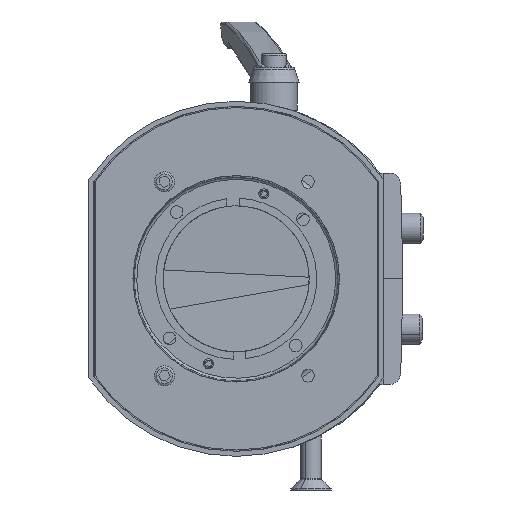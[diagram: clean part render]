
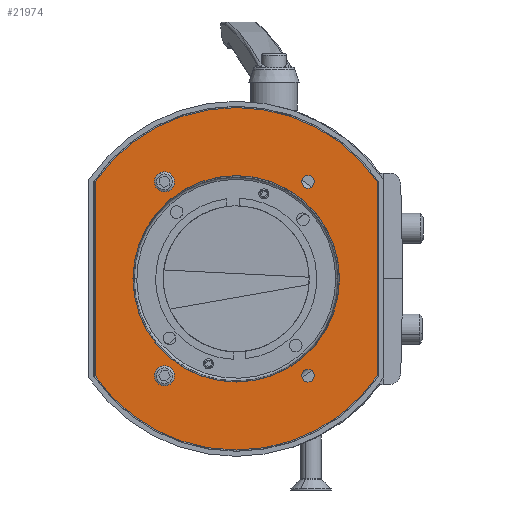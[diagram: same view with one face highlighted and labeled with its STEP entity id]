
A CAD part, front view. The second image highlights one B-rep face of the part: STEP entity #21974.
In plain terms, the highlighted planar face has unit normal (0, -1, 0).
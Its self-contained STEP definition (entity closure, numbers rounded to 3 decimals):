
#8562 = CIRCLE ( 'NONE', #8572, 2.5 ) ;
#8571 = CIRCLE ( 'NONE', #40173, 2.5 ) ;
#8572 = AXIS2_PLACEMENT_3D ( 'NONE', #41729, #41730, #41731 ) ;
#9333 = AXIS2_PLACEMENT_3D ( 'NONE', #48342, #48343, #48344 ) ;
#17135 = LINE ( 'NONE', #41809, #40219 ) ;
#17136 = LINE ( 'NONE', #41823, #40228 ) ;
#17254 = FACE_BOUND ( 'NONE', #23552, .T. ) ;
#17255 = FACE_BOUND ( 'NONE', #23553, .T. ) ;
#17256 = FACE_OUTER_BOUND ( 'NONE', #23554, .T. ) ;
#17257 = FACE_BOUND ( 'NONE', #23555, .T. ) ;
#17258 = FACE_BOUND ( 'NONE', #23557, .T. ) ;
#17259 = FACE_BOUND ( 'NONE', #23558, .T. ) ;
#21829 = EDGE_CURVE ( 'NONE', #23710, #23709, #8562, .T. ) ;
#21833 = EDGE_CURVE ( 'NONE', #23715, #23714, #8571, .T. ) ;
#21837 = EDGE_CURVE ( 'NONE', #23722, #23721, #40175, .T. ) ;
#21841 = EDGE_CURVE ( 'NONE', #23728, #23727, #40179, .T. ) ;
#21845 = EDGE_CURVE ( 'NONE', #23735, #23734, #40185, .T. ) ;
#21849 = EDGE_CURVE ( 'NONE', #23740, #23742, #40198, .T. ) ;
#21860 = EDGE_CURVE ( 'NONE', #23742, #23748, #17135, .T. ) ;
#21861 = EDGE_CURVE ( 'NONE', #23714, #23715, #40211, .T. ) ;
#21862 = EDGE_CURVE ( 'NONE', #23727, #23728, #40214, .T. ) ;
#21863 = EDGE_CURVE ( 'NONE', #23748, #23749, #40216, .T. ) ;
#21864 = EDGE_CURVE ( 'NONE', #23750, #23740, #40224, .T. ) ;
#21865 = EDGE_CURVE ( 'NONE', #23749, #23750, #17136, .T. ) ;
#21866 = EDGE_CURVE ( 'NONE', #23734, #23735, #40227, .T. ) ;
#21867 = EDGE_CURVE ( 'NONE', #23721, #23722, #40221, .T. ) ;
#21868 = EDGE_CURVE ( 'NONE', #23709, #23710, #40218, .T. ) ;
#21974 = ADVANCED_FACE ( 'NONE', ( #17254, #17255, #17256, #17257, #17258, #17259 ), #48341, .F. ) ;
#23205 = ORIENTED_EDGE ( 'NONE', *, *, #21833, .T. ) ;
#23211 = ORIENTED_EDGE ( 'NONE', *, *, #21861, .T. ) ;
#23212 = ORIENTED_EDGE ( 'NONE', *, *, #21862, .T. ) ;
#23213 = ORIENTED_EDGE ( 'NONE', *, *, #21841, .T. ) ;
#23214 = ORIENTED_EDGE ( 'NONE', *, *, #21863, .F. ) ;
#23215 = ORIENTED_EDGE ( 'NONE', *, *, #21849, .F. ) ;
#23216 = ORIENTED_EDGE ( 'NONE', *, *, #21860, .F. ) ;
#23217 = ORIENTED_EDGE ( 'NONE', *, *, #21864, .F. ) ;
#23219 = ORIENTED_EDGE ( 'NONE', *, *, #21865, .F. ) ;
#23220 = ORIENTED_EDGE ( 'NONE', *, *, #21866, .T. ) ;
#23221 = ORIENTED_EDGE ( 'NONE', *, *, #21845, .T. ) ;
#23222 = ORIENTED_EDGE ( 'NONE', *, *, #21867, .T. ) ;
#23223 = ORIENTED_EDGE ( 'NONE', *, *, #21837, .T. ) ;
#23224 = ORIENTED_EDGE ( 'NONE', *, *, #21868, .T. ) ;
#23225 = ORIENTED_EDGE ( 'NONE', *, *, #21829, .T. ) ;
#23552 = EDGE_LOOP ( 'NONE', ( #23205, #23211 ) ) ;
#23553 = EDGE_LOOP ( 'NONE', ( #23213, #23212 ) ) ;
#23554 = EDGE_LOOP ( 'NONE', ( #23214, #23216, #23215, #23217, #23219 ) ) ;
#23555 = EDGE_LOOP ( 'NONE', ( #23221, #23220 ) ) ;
#23557 = EDGE_LOOP ( 'NONE', ( #23223, #23222 ) ) ;
#23558 = EDGE_LOOP ( 'NONE', ( #23225, #23224 ) ) ;
#23709 = VERTEX_POINT ( 'NONE', #50714 ) ;
#23710 = VERTEX_POINT ( 'NONE', #50715 ) ;
#23714 = VERTEX_POINT ( 'NONE', #50725 ) ;
#23715 = VERTEX_POINT ( 'NONE', #50726 ) ;
#23721 = VERTEX_POINT ( 'NONE', #50752 ) ;
#23722 = VERTEX_POINT ( 'NONE', #50753 ) ;
#23727 = VERTEX_POINT ( 'NONE', #50785 ) ;
#23728 = VERTEX_POINT ( 'NONE', #50786 ) ;
#23734 = VERTEX_POINT ( 'NONE', #50817 ) ;
#23735 = VERTEX_POINT ( 'NONE', #50818 ) ;
#23740 = VERTEX_POINT ( 'NONE', #50867 ) ;
#23742 = VERTEX_POINT ( 'NONE', #50887 ) ;
#23748 = VERTEX_POINT ( 'NONE', #50913 ) ;
#23749 = VERTEX_POINT ( 'NONE', #50914 ) ;
#23750 = VERTEX_POINT ( 'NONE', #50915 ) ;
#40173 = AXIS2_PLACEMENT_3D ( 'NONE', #41739, #41740, #41741 ) ;
#40175 = CIRCLE ( 'NONE', #40180, 2.5 ) ;
#40179 = CIRCLE ( 'NONE', #40186, 41. ) ;
#40180 = AXIS2_PLACEMENT_3D ( 'NONE', #41749, #41750, #41751 ) ;
#40185 = CIRCLE ( 'NONE', #40193, 2.5 ) ;
#40186 = AXIS2_PLACEMENT_3D ( 'NONE', #41759, #41760, #41761 ) ;
#40193 = AXIS2_PLACEMENT_3D ( 'NONE', #41769, #41770, #41771 ) ;
#40198 = CIRCLE ( 'NONE', #40199, 68. ) ;
#40199 = AXIS2_PLACEMENT_3D ( 'NONE', #41779, #41780, #41781 ) ;
#40211 = CIRCLE ( 'NONE', #40220, 2.5 ) ;
#40214 = CIRCLE ( 'NONE', #40222, 41. ) ;
#40216 = CIRCLE ( 'NONE', #40223, 68. ) ;
#40218 = CIRCLE ( 'NONE', #40233, 2.5 ) ;
#40219 = VECTOR ( 'NONE', #41810, 1000. ) ;
#40220 = AXIS2_PLACEMENT_3D ( 'NONE', #41811, #41812, #41813 ) ;
#40221 = CIRCLE ( 'NONE', #40231, 2.5 ) ;
#40222 = AXIS2_PLACEMENT_3D ( 'NONE', #41814, #41815, #41816 ) ;
#40223 = AXIS2_PLACEMENT_3D ( 'NONE', #41817, #41818, #41819 ) ;
#40224 = CIRCLE ( 'NONE', #40225, 68. ) ;
#40225 = AXIS2_PLACEMENT_3D ( 'NONE', #41820, #41821, #41822 ) ;
#40227 = CIRCLE ( 'NONE', #40229, 2.5 ) ;
#40228 = VECTOR ( 'NONE', #41824, 1000. ) ;
#40229 = AXIS2_PLACEMENT_3D ( 'NONE', #41825, #41826, #41827 ) ;
#40231 = AXIS2_PLACEMENT_3D ( 'NONE', #41828, #41829, #41830 ) ;
#40233 = AXIS2_PLACEMENT_3D ( 'NONE', #41831, #41832, #41833 ) ;
#41729 = CARTESIAN_POINT ( 'NONE',  ( 28.5, 0., 38.5 ) ) ;
#41730 = DIRECTION ( 'NONE',  ( 0., 1., 0. ) ) ;
#41731 = DIRECTION ( 'NONE',  ( 0., 0., 1. ) ) ;
#41739 = CARTESIAN_POINT ( 'NONE',  ( -28.5, 0., 38.5 ) ) ;
#41740 = DIRECTION ( 'NONE',  ( 0., 1., 0. ) ) ;
#41741 = DIRECTION ( 'NONE',  ( 0., 0., 1. ) ) ;
#41749 = CARTESIAN_POINT ( 'NONE',  ( 28.5, 0., -38.5 ) ) ;
#41750 = DIRECTION ( 'NONE',  ( 0., 1., 0. ) ) ;
#41751 = DIRECTION ( 'NONE',  ( 0., 0., 1. ) ) ;
#41759 = CARTESIAN_POINT ( 'NONE',  ( 0., 0., 0. ) ) ;
#41760 = DIRECTION ( 'NONE',  ( 0., 1., 0. ) ) ;
#41761 = DIRECTION ( 'NONE',  ( 0., 0., 1. ) ) ;
#41769 = CARTESIAN_POINT ( 'NONE',  ( -28.5, 0., -38.5 ) ) ;
#41770 = DIRECTION ( 'NONE',  ( 0., 1., 0. ) ) ;
#41771 = DIRECTION ( 'NONE',  ( 0., 0., 1. ) ) ;
#41779 = CARTESIAN_POINT ( 'NONE',  ( 0., 0., 0. ) ) ;
#41780 = DIRECTION ( 'NONE',  ( 0., 1., 0. ) ) ;
#41781 = DIRECTION ( 'NONE',  ( 0., 0., 1. ) ) ;
#41809 = CARTESIAN_POINT ( 'NONE',  ( -56., 0., -38.575 ) ) ;
#41810 = DIRECTION ( 'NONE',  ( 0., 0., 1. ) ) ;
#41811 = CARTESIAN_POINT ( 'NONE',  ( -28.5, 0., 38.5 ) ) ;
#41812 = DIRECTION ( 'NONE',  ( 0., 1., 0. ) ) ;
#41813 = DIRECTION ( 'NONE',  ( 0., 0., 1. ) ) ;
#41814 = CARTESIAN_POINT ( 'NONE',  ( 0., 0., 0. ) ) ;
#41815 = DIRECTION ( 'NONE',  ( 0., 1., 0. ) ) ;
#41816 = DIRECTION ( 'NONE',  ( 0., 0., 1. ) ) ;
#41817 = CARTESIAN_POINT ( 'NONE',  ( 0., 0., 0. ) ) ;
#41818 = DIRECTION ( 'NONE',  ( 0., 1., 0. ) ) ;
#41819 = DIRECTION ( 'NONE',  ( 0., 0., 1. ) ) ;
#41820 = CARTESIAN_POINT ( 'NONE',  ( 0., 0., 0. ) ) ;
#41821 = DIRECTION ( 'NONE',  ( 0., 1., 0. ) ) ;
#41822 = DIRECTION ( 'NONE',  ( 0., 0., 1. ) ) ;
#41823 = CARTESIAN_POINT ( 'NONE',  ( 56., 0., -38.575 ) ) ;
#41824 = DIRECTION ( 'NONE',  ( 0., 0., -1. ) ) ;
#41825 = CARTESIAN_POINT ( 'NONE',  ( -28.5, 0., -38.5 ) ) ;
#41826 = DIRECTION ( 'NONE',  ( 0., 1., 0. ) ) ;
#41827 = DIRECTION ( 'NONE',  ( 0., 0., 1. ) ) ;
#41828 = CARTESIAN_POINT ( 'NONE',  ( 28.5, 0., -38.5 ) ) ;
#41829 = DIRECTION ( 'NONE',  ( 0., 1., 0. ) ) ;
#41830 = DIRECTION ( 'NONE',  ( 0., 0., 1. ) ) ;
#41831 = CARTESIAN_POINT ( 'NONE',  ( 28.5, 0., 38.5 ) ) ;
#41832 = DIRECTION ( 'NONE',  ( 0., 1., 0. ) ) ;
#41833 = DIRECTION ( 'NONE',  ( 0., 0., 1. ) ) ;
#48341 = PLANE ( 'NONE',  #9333 ) ;
#48342 = CARTESIAN_POINT ( 'NONE',  ( 0., 0., 0. ) ) ;
#48343 = DIRECTION ( 'NONE',  ( 0., 1., 0. ) ) ;
#48344 = DIRECTION ( 'NONE',  ( 0., 0., 1. ) ) ;
#50714 = CARTESIAN_POINT ( 'NONE',  ( 28.5, 0., 41. ) ) ;
#50715 = CARTESIAN_POINT ( 'NONE',  ( 28.5, 0., 36. ) ) ;
#50725 = CARTESIAN_POINT ( 'NONE',  ( -28.5, 0., 41. ) ) ;
#50726 = CARTESIAN_POINT ( 'NONE',  ( -28.5, 0., 36. ) ) ;
#50752 = CARTESIAN_POINT ( 'NONE',  ( 28.5, 0., -36. ) ) ;
#50753 = CARTESIAN_POINT ( 'NONE',  ( 28.5, 0., -41. ) ) ;
#50785 = CARTESIAN_POINT ( 'NONE',  ( 0., 0., 41. ) ) ;
#50786 = CARTESIAN_POINT ( 'NONE',  ( 0., 0., -41. ) ) ;
#50817 = CARTESIAN_POINT ( 'NONE',  ( -28.5, 0., -36. ) ) ;
#50818 = CARTESIAN_POINT ( 'NONE',  ( -28.5, 0., -41. ) ) ;
#50867 = CARTESIAN_POINT ( 'NONE',  ( 0., 0., -68. ) ) ;
#50887 = CARTESIAN_POINT ( 'NONE',  ( -56., 0., -38.575 ) ) ;
#50913 = CARTESIAN_POINT ( 'NONE',  ( -56., 0., 38.575 ) ) ;
#50914 = CARTESIAN_POINT ( 'NONE',  ( 56., 0., 38.575 ) ) ;
#50915 = CARTESIAN_POINT ( 'NONE',  ( 56., 0., -38.575 ) ) ;
